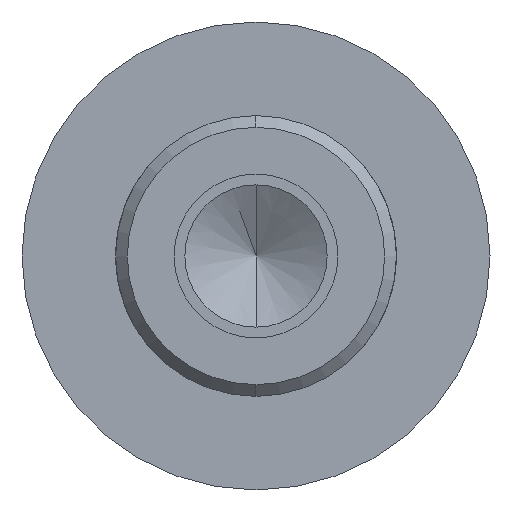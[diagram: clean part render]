
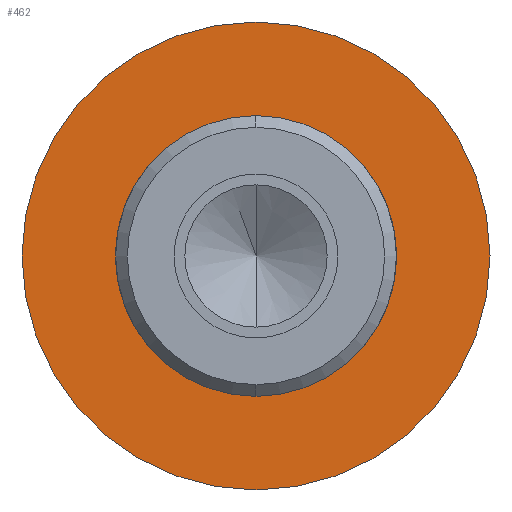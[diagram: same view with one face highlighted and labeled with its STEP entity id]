
A CAD part, left-side view. The second image highlights one B-rep face of the part: STEP entity #462.
In plain terms, the highlighted planar face has unit normal (-1, 0, 0).
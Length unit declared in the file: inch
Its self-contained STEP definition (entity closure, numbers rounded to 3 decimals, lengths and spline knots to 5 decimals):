
#139=CARTESIAN_POINT('',(1.632,0.,0.375));
#140=VERTEX_POINT('',#139);
#156=CARTESIAN_POINT('',(1.632,0.,-0.375));
#157=VERTEX_POINT('',#156);
#164=CARTESIAN_POINT('',(1.632,0.,0.));
#165=DIRECTION('',(-1.0,0.0,0.0));
#166=DIRECTION('',(0.0,0.0,1.0));
#167=AXIS2_PLACEMENT_3D('',#164,#165,#166);
#168=CIRCLE('',#167,0.375);
#169=EDGE_CURVE('',#157,#140,#168,.T.);
#366=CARTESIAN_POINT('',(1.632,0.,0.625));
#367=VERTEX_POINT('',#366);
#376=CARTESIAN_POINT('',(1.632,0.,-0.625));
#377=VERTEX_POINT('',#376);
#378=CARTESIAN_POINT('',(1.632,0.,0.));
#379=DIRECTION('',(1.0,0.0,0.0));
#380=DIRECTION('',(0.0,0.0,1.0));
#381=AXIS2_PLACEMENT_3D('',#378,#379,#380);
#382=CIRCLE('',#381,0.625);
#383=EDGE_CURVE('',#367,#377,#382,.T.);
#437=CARTESIAN_POINT('',(1.632,0.,0.5));
#438=DIRECTION('',(-1.0,0.0,0.0));
#439=DIRECTION('',(0.0,-1.0,0.0));
#440=AXIS2_PLACEMENT_3D('',#437,#438,#439);
#441=PLANE('',#440);
#442=ORIENTED_EDGE('',*,*,#383,.F.);
#443=CARTESIAN_POINT('',(1.632,0.,0.));
#444=DIRECTION('',(1.0,0.0,0.0));
#445=DIRECTION('',(0.0,0.0,1.0));
#446=AXIS2_PLACEMENT_3D('',#443,#444,#445);
#447=CIRCLE('',#446,0.625);
#448=EDGE_CURVE('',#377,#367,#447,.T.);
#449=ORIENTED_EDGE('',*,*,#448,.F.);
#450=EDGE_LOOP('',(#442,#449));
#451=FACE_OUTER_BOUND('',#450,.T.);
#452=ORIENTED_EDGE('',*,*,#169,.F.);
#453=CARTESIAN_POINT('',(1.632,0.,0.));
#454=DIRECTION('',(-1.0,0.0,0.0));
#455=DIRECTION('',(0.0,0.0,1.0));
#456=AXIS2_PLACEMENT_3D('',#453,#454,#455);
#457=CIRCLE('',#456,0.375);
#458=EDGE_CURVE('',#140,#157,#457,.T.);
#459=ORIENTED_EDGE('',*,*,#458,.F.);
#460=EDGE_LOOP('',(#452,#459));
#461=FACE_BOUND('',#460,.T.);
#462=ADVANCED_FACE('',(#451,#461),#441,.T.);
